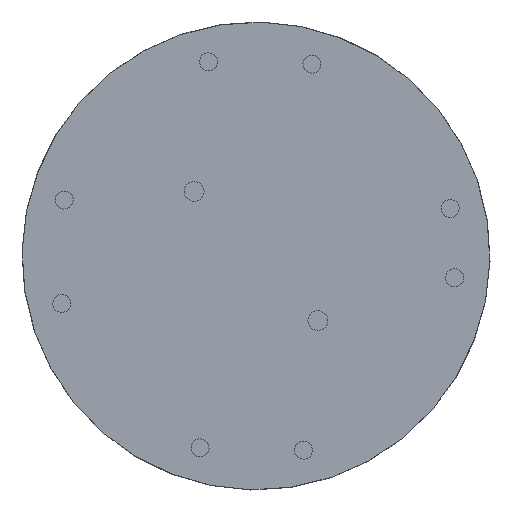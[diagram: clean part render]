
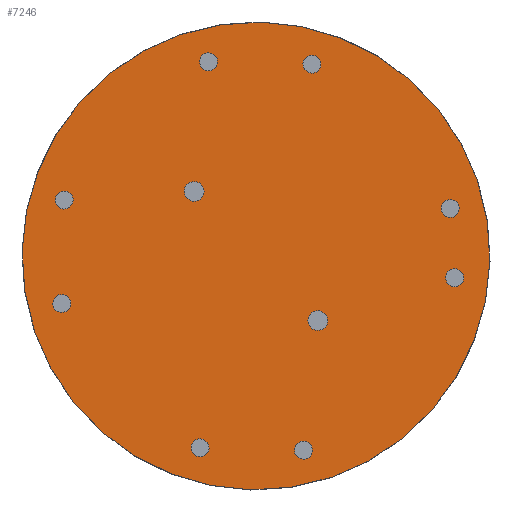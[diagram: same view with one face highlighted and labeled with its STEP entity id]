
A CAD part, front view. The second image highlights one B-rep face of the part: STEP entity #7246.
In plain terms, the highlighted planar face has unit normal (0, -1, 0).
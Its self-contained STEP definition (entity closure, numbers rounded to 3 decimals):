
#101 = ORIENTED_EDGE ( 'NONE', *, *, #3134, .T. ) ;
#238 = CARTESIAN_POINT ( 'NONE',  ( -55.058, 0., -12.189 ) ) ;
#282 = VERTEX_POINT ( 'NONE', #4346 ) ;
#305 = EDGE_LOOP ( 'NONE', ( #631 ) ) ;
#351 = DIRECTION ( 'NONE',  ( 0., 1., 0. ) ) ;
#452 = FACE_BOUND ( 'NONE', #305, .T. ) ;
#496 = FACE_OUTER_BOUND ( 'NONE', #3209, .T. ) ;
#577 = EDGE_CURVE ( 'NONE', #2906, #2906, #2744, .T. ) ;
#631 = ORIENTED_EDGE ( 'NONE', *, *, #3255, .T. ) ;
#715 = DIRECTION ( 'NONE',  ( 0., 0., 1. ) ) ;
#738 = ORIENTED_EDGE ( 'NONE', *, *, #6985, .T. ) ;
#828 = DIRECTION ( 'NONE',  ( 0., 0., 1. ) ) ;
#888 = CARTESIAN_POINT ( 'NONE',  ( 18.031, 0., -15.222 ) ) ;
#924 = DIRECTION ( 'NONE',  ( 0., 1., 0. ) ) ;
#1073 = CARTESIAN_POINT ( 'NONE',  ( 0., 0., 0. ) ) ;
#1087 = CIRCLE ( 'NONE', #1495, 2.564 ) ;
#1390 = EDGE_LOOP ( 'NONE', ( #101 ) ) ;
#1407 = EDGE_LOOP ( 'NONE', ( #5072 ) ) ;
#1466 = AXIS2_PLACEMENT_3D ( 'NONE', #6181, #6725, #828 ) ;
#1495 = AXIS2_PLACEMENT_3D ( 'NONE', #2076, #6788, #3468 ) ;
#1542 = VERTEX_POINT ( 'NONE', #238 ) ;
#1582 = DIRECTION ( 'NONE',  ( 0., 1., 0. ) ) ;
#1679 = CARTESIAN_POINT ( 'NONE',  ( 56.783, 0., -4.968 ) ) ;
#1715 = VERTEX_POINT ( 'NONE', #2205 ) ;
#1777 = EDGE_LOOP ( 'NONE', ( #738 ) ) ;
#1892 = DIRECTION ( 'NONE',  ( 0., 1., 0. ) ) ;
#2037 = CIRCLE ( 'NONE', #4564, 2.564 ) ;
#2060 = EDGE_LOOP ( 'NONE', ( #7633 ) ) ;
#2076 = CARTESIAN_POINT ( 'NONE',  ( -55.058, 0., 14.753 ) ) ;
#2205 = CARTESIAN_POINT ( 'NONE',  ( -14.753, 0., 57.622 ) ) ;
#2297 = AXIS2_PLACEMENT_3D ( 'NONE', #1073, #6395, #6916 ) ;
#2374 = DIRECTION ( 'NONE',  ( 0., 0., 1. ) ) ;
#2435 = AXIS2_PLACEMENT_3D ( 'NONE', #6692, #1892, #715 ) ;
#2452 = FACE_BOUND ( 'NONE', #1777, .T. ) ;
#2520 = DIRECTION ( 'NONE',  ( 0., 1., 0. ) ) ;
#2556 = CARTESIAN_POINT ( 'NONE',  ( 14.753, 0., -55.058 ) ) ;
#2590 = CIRCLE ( 'NONE', #6897, 2.564 ) ;
#2744 = CIRCLE ( 'NONE', #7609, 2.809 ) ;
#2817 = AXIS2_PLACEMENT_3D ( 'NONE', #1679, #2520, #4495 ) ;
#2906 = VERTEX_POINT ( 'NONE', #7522 ) ;
#3108 = FACE_BOUND ( 'NONE', #2060, .T. ) ;
#3134 = EDGE_CURVE ( 'NONE', #8337, #8337, #1087, .T. ) ;
#3147 = CARTESIAN_POINT ( 'NONE',  ( 14.753, 0., 55.058 ) ) ;
#3209 = EDGE_LOOP ( 'NONE', ( #4339 ) ) ;
#3214 = DIRECTION ( 'NONE',  ( 0., 1., 0. ) ) ;
#3226 = DIRECTION ( 'NONE',  ( 0., 0., 1. ) ) ;
#3255 = EDGE_CURVE ( 'NONE', #4257, #4257, #5515, .T. ) ;
#3423 = CIRCLE ( 'NONE', #1466, 2.809 ) ;
#3468 = DIRECTION ( 'NONE',  ( 0., 0., 1. ) ) ;
#3549 = CARTESIAN_POINT ( 'NONE',  ( -14.753, 0., -52.494 ) ) ;
#3558 = ORIENTED_EDGE ( 'NONE', *, *, #6257, .T. ) ;
#3642 = VERTEX_POINT ( 'NONE', #5604 ) ;
#3815 = FACE_BOUND ( 'NONE', #7515, .T. ) ;
#3852 = CIRCLE ( 'NONE', #5790, 2.564 ) ;
#3930 = DIRECTION ( 'NONE',  ( 0., 1., 0. ) ) ;
#4257 = VERTEX_POINT ( 'NONE', #6915 ) ;
#4258 = DIRECTION ( 'NONE',  ( 0., 0., 1. ) ) ;
#4280 = CIRCLE ( 'NONE', #8294, 2.564 ) ;
#4339 = ORIENTED_EDGE ( 'NONE', *, *, #6530, .T. ) ;
#4346 = CARTESIAN_POINT ( 'NONE',  ( 0., 0., -66.694 ) ) ;
#4376 = FACE_BOUND ( 'NONE', #5307, .T. ) ;
#4397 = CIRCLE ( 'NONE', #2435, 2.564 ) ;
#4423 = ORIENTED_EDGE ( 'NONE', *, *, #6504, .T. ) ;
#4431 = FACE_BOUND ( 'NONE', #7665, .T. ) ;
#4495 = DIRECTION ( 'NONE',  ( 0., 0., 1. ) ) ;
#4564 = AXIS2_PLACEMENT_3D ( 'NONE', #3147, #351, #7636 ) ;
#4690 = AXIS2_PLACEMENT_3D ( 'NONE', #7642, #8282, #5130 ) ;
#4870 = VERTEX_POINT ( 'NONE', #3549 ) ;
#4953 = CARTESIAN_POINT ( 'NONE',  ( 56.783, 0., -2.404 ) ) ;
#5039 = CARTESIAN_POINT ( 'NONE',  ( -55.058, 0., 17.316 ) ) ;
#5072 = ORIENTED_EDGE ( 'NONE', *, *, #7716, .T. ) ;
#5130 = DIRECTION ( 'NONE',  ( 0., 0., 1. ) ) ;
#5144 = DIRECTION ( 'NONE',  ( 0., 0., 1. ) ) ;
#5228 = EDGE_CURVE ( 'NONE', #7694, #7694, #7544, .T. ) ;
#5307 = EDGE_LOOP ( 'NONE', ( #3558 ) ) ;
#5490 = EDGE_LOOP ( 'NONE', ( #4423 ) ) ;
#5515 = CIRCLE ( 'NONE', #8603, 2.564 ) ;
#5604 = CARTESIAN_POINT ( 'NONE',  ( 14.753, 0., 57.622 ) ) ;
#5684 = DIRECTION ( 'NONE',  ( 0., 0., 1. ) ) ;
#5772 = FACE_BOUND ( 'NONE', #6075, .T. ) ;
#5790 = AXIS2_PLACEMENT_3D ( 'NONE', #6674, #1582, #4258 ) ;
#5863 = EDGE_CURVE ( 'NONE', #1715, #1715, #4397, .T. ) ;
#6075 = EDGE_LOOP ( 'NONE', ( #7338 ) ) ;
#6181 = CARTESIAN_POINT ( 'NONE',  ( 18.031, 0., -18.031 ) ) ;
#6257 = EDGE_CURVE ( 'NONE', #7040, #7040, #3423, .T. ) ;
#6333 = CARTESIAN_POINT ( 'NONE',  ( 55.058, 0., 14.753 ) ) ;
#6384 = EDGE_CURVE ( 'NONE', #4870, #4870, #2590, .T. ) ;
#6395 = DIRECTION ( 'NONE',  ( 0., -1., 0. ) ) ;
#6471 = FACE_BOUND ( 'NONE', #5490, .T. ) ;
#6504 = EDGE_CURVE ( 'NONE', #1542, #1542, #3852, .T. ) ;
#6530 = EDGE_CURVE ( 'NONE', #282, #282, #7890, .T. ) ;
#6591 = CARTESIAN_POINT ( 'NONE',  ( -14.753, 0., -55.058 ) ) ;
#6674 = CARTESIAN_POINT ( 'NONE',  ( -55.058, 0., -14.753 ) ) ;
#6692 = CARTESIAN_POINT ( 'NONE',  ( -14.753, 0., 55.058 ) ) ;
#6725 = DIRECTION ( 'NONE',  ( 0., 1., 0. ) ) ;
#6761 = ORIENTED_EDGE ( 'NONE', *, *, #5228, .T. ) ;
#6788 = DIRECTION ( 'NONE',  ( 0., 1., 0. ) ) ;
#6897 = AXIS2_PLACEMENT_3D ( 'NONE', #6591, #3930, #3226 ) ;
#6915 = CARTESIAN_POINT ( 'NONE',  ( 55.058, 0., 17.316 ) ) ;
#6916 = DIRECTION ( 'NONE',  ( 0., 0., -1. ) ) ;
#6972 = ORIENTED_EDGE ( 'NONE', *, *, #5863, .T. ) ;
#6985 = EDGE_CURVE ( 'NONE', #3642, #3642, #2037, .T. ) ;
#6999 = VERTEX_POINT ( 'NONE', #8429 ) ;
#7040 = VERTEX_POINT ( 'NONE', #888 ) ;
#7080 = PLANE ( 'NONE',  #4690 ) ;
#7246 = ADVANCED_FACE ( 'NONE', ( #7726, #452, #3815, #4376, #5772, #3108, #4431, #2452, #6471, #7783, #496 ), #7080, .F. ) ;
#7338 = ORIENTED_EDGE ( 'NONE', *, *, #577, .T. ) ;
#7515 = EDGE_LOOP ( 'NONE', ( #6761 ) ) ;
#7522 = CARTESIAN_POINT ( 'NONE',  ( -18.031, 0., 20.84 ) ) ;
#7544 = CIRCLE ( 'NONE', #2817, 2.564 ) ;
#7609 = AXIS2_PLACEMENT_3D ( 'NONE', #7698, #8341, #2374 ) ;
#7633 = ORIENTED_EDGE ( 'NONE', *, *, #6384, .T. ) ;
#7636 = DIRECTION ( 'NONE',  ( 0., 0., 1. ) ) ;
#7642 = CARTESIAN_POINT ( 'NONE',  ( 0., 0., 0. ) ) ;
#7665 = EDGE_LOOP ( 'NONE', ( #6972 ) ) ;
#7694 = VERTEX_POINT ( 'NONE', #4953 ) ;
#7698 = CARTESIAN_POINT ( 'NONE',  ( -18.031, 0., 18.031 ) ) ;
#7716 = EDGE_CURVE ( 'NONE', #6999, #6999, #4280, .T. ) ;
#7726 = FACE_BOUND ( 'NONE', #1390, .T. ) ;
#7783 = FACE_BOUND ( 'NONE', #1407, .T. ) ;
#7890 = CIRCLE ( 'NONE', #2297, 66.694 ) ;
#8282 = DIRECTION ( 'NONE',  ( 0., 1., 0. ) ) ;
#8294 = AXIS2_PLACEMENT_3D ( 'NONE', #2556, #3214, #5144 ) ;
#8337 = VERTEX_POINT ( 'NONE', #5039 ) ;
#8341 = DIRECTION ( 'NONE',  ( 0., 1., 0. ) ) ;
#8429 = CARTESIAN_POINT ( 'NONE',  ( 14.753, 0., -52.494 ) ) ;
#8603 = AXIS2_PLACEMENT_3D ( 'NONE', #6333, #924, #5684 ) ;
